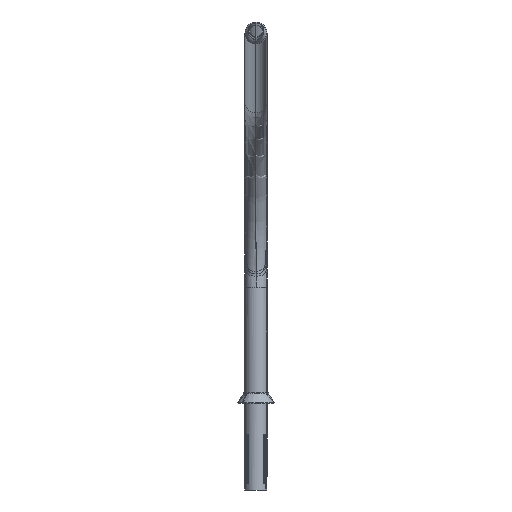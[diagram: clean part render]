
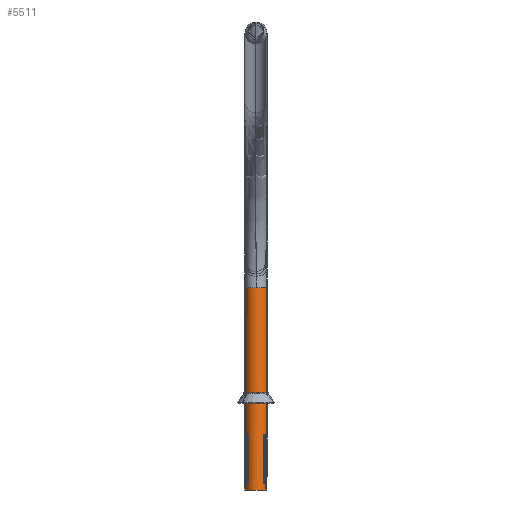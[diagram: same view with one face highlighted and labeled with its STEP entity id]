
A CAD part, left-side view. The second image highlights one B-rep face of the part: STEP entity #5511.
In plain terms, the highlighted cylindrical face has radius 44.45 mm (diameter 88.9 mm), a partial arc.
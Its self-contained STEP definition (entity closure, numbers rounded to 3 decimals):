
#69 = CARTESIAN_POINT ( 'NONE',  ( -2.675, -294.556, 44.371 ) ) ;
#144 = CARTESIAN_POINT ( 'NONE',  ( 0., -293.939, 44.45 ) ) ;
#366 = VERTEX_POINT ( 'NONE', #5373 ) ;
#457 = CARTESIAN_POINT ( 'NONE',  ( -5.12, -296.802, 44.154 ) ) ;
#482 = ORIENTED_EDGE ( 'NONE', *, *, #3979, .F. ) ;
#486 = CARTESIAN_POINT ( 'NONE',  ( -5.986, -299.201, 44.045 ) ) ;
#516 = CARTESIAN_POINT ( 'NONE',  ( -44.45, 462.868, 0. ) ) ;
#543 = CARTESIAN_POINT ( 'NONE',  ( -3.681, -295.188, 44.299 ) ) ;
#556 = ORIENTED_EDGE ( 'NONE', *, *, #1238, .F. ) ;
#603 = EDGE_CURVE ( 'NONE', #1850, #1878, #5034, .T. ) ;
#650 = DIRECTION ( 'NONE',  ( 0., 1., 0. ) ) ;
#661 = CARTESIAN_POINT ( 'NONE',  ( -6.026, -350., 44.04 ) ) ;
#694 = DIRECTION ( 'NONE',  ( 1., 0., 0. ) ) ;
#773 = CARTESIAN_POINT ( 'NONE',  ( -6.026, -300., 44.04 ) ) ;
#821 = CIRCLE ( 'NONE', #3956, 44.45 ) ;
#844 = CIRCLE ( 'NONE', #1566, 44.45 ) ;
#854 = CARTESIAN_POINT ( 'NONE',  ( 0., 0., -44.45 ) ) ;
#885 = CARTESIAN_POINT ( 'NONE',  ( -5.221, -296.971, 44.142 ) ) ;
#967 = CARTESIAN_POINT ( 'NONE',  ( -0.986, -294.017, 44.44 ) ) ;
#1068 = DIRECTION ( 'NONE',  ( -1., 0., 0. ) ) ;
#1085 = CARTESIAN_POINT ( 'NONE',  ( 0., -350., 0. ) ) ;
#1238 = EDGE_CURVE ( 'NONE', #1850, #366, #821, .T. ) ;
#1402 = CARTESIAN_POINT ( 'NONE',  ( 0., -293.939, 44.45 ) ) ;
#1566 = AXIS2_PLACEMENT_3D ( 'NONE', #1869, #3584, #3144 ) ;
#1730 = ORIENTED_EDGE ( 'NONE', *, *, #2965, .F. ) ;
#1753 = CARTESIAN_POINT ( 'NONE',  ( 0., 462.868, 44.45 ) ) ;
#1814 = CARTESIAN_POINT ( 'NONE',  ( -1.57, -294.135, 44.424 ) ) ;
#1850 = VERTEX_POINT ( 'NONE', #661 ) ;
#1869 = CARTESIAN_POINT ( 'NONE',  ( 0., 462.868, 0. ) ) ;
#1878 = VERTEX_POINT ( 'NONE', #773 ) ;
#1943 = DIRECTION ( 'NONE',  ( 0., 1., 0. ) ) ;
#2067 = DIRECTION ( 'NONE',  ( 0., 0., 1. ) ) ;
#2157 = CARTESIAN_POINT ( 'NONE',  ( -6.026, -300., 44.04 ) ) ;
#2181 = CARTESIAN_POINT ( 'NONE',  ( -3.985, -295.439, 44.272 ) ) ;
#2199 = VECTOR ( 'NONE', #1943, 1000. ) ;
#2208 = CIRCLE ( 'NONE', #2576, 44.45 ) ;
#2266 = CARTESIAN_POINT ( 'NONE',  ( -1.946, -294.251, 44.409 ) ) ;
#2387 = B_SPLINE_CURVE_WITH_KNOTS ( 'NONE', 3,
 ( #2157, #4673, #486, #2559, #5539, #3416, #4728, #885, #457, #5116, #3862, #2181, #543, #4390, #69, #2266, #1814, #967, #3525, #5230, #2689, #1402 ),
 .UNSPECIFIED., .F., .F.,
 ( 4, 2, 2, 2, 2, 2, 2, 2, 2, 2, 4 ),
 ( 0., 0.001, 0.002, 0.003, 0.004, 0.005, 0.006, 0.007, 0.008, 0.009, 0.01 ),
 .UNSPECIFIED. ) ;
#2457 = CARTESIAN_POINT ( 'NONE',  ( 0., 0., 44.45 ) ) ;
#2559 = CARTESIAN_POINT ( 'NONE',  ( -5.832, -298.427, 44.066 ) ) ;
#2576 = AXIS2_PLACEMENT_3D ( 'NONE', #3656, #650, #1068 ) ;
#2655 = VECTOR ( 'NONE', #3912, 1000. ) ;
#2689 = CARTESIAN_POINT ( 'NONE',  ( -0.197, -293.939, 44.45 ) ) ;
#2758 = CARTESIAN_POINT ( 'NONE',  ( 0., 462.868, -44.45 ) ) ;
#2935 = VERTEX_POINT ( 'NONE', #516 ) ;
#2965 = EDGE_CURVE ( 'NONE', #4387, #2935, #844, .T. ) ;
#3081 = ORIENTED_EDGE ( 'NONE', *, *, #603, .T. ) ;
#3144 = DIRECTION ( 'NONE',  ( -1., 0., 0. ) ) ;
#3219 = EDGE_CURVE ( 'NONE', #366, #4387, #4301, .T. ) ;
#3279 = CYLINDRICAL_SURFACE ( 'NONE', #4704, 44.45 ) ;
#3283 = EDGE_CURVE ( 'NONE', #3990, #3832, #4942, .T. ) ;
#3329 = CARTESIAN_POINT ( 'NONE',  ( 0., 0., 0. ) ) ;
#3333 = CARTESIAN_POINT ( 'NONE',  ( -6.026, 0., 44.04 ) ) ;
#3390 = DIRECTION ( 'NONE',  ( 0., 1., 0. ) ) ;
#3416 = CARTESIAN_POINT ( 'NONE',  ( -5.493, -297.502, 44.109 ) ) ;
#3525 = CARTESIAN_POINT ( 'NONE',  ( -0.788, -293.988, 44.443 ) ) ;
#3584 = DIRECTION ( 'NONE',  ( 0., 1., 0. ) ) ;
#3656 = CARTESIAN_POINT ( 'NONE',  ( 0., 462.868, 0. ) ) ;
#3832 = VERTEX_POINT ( 'NONE', #1753 ) ;
#3862 = CARTESIAN_POINT ( 'NONE',  ( -4.545, -296.004, 44.218 ) ) ;
#3912 = DIRECTION ( 'NONE',  ( 0., 1., 0. ) ) ;
#3956 = AXIS2_PLACEMENT_3D ( 'NONE', #1085, #4059, #694 ) ;
#3979 = EDGE_CURVE ( 'NONE', #2935, #3832, #2208, .T. ) ;
#3990 = VERTEX_POINT ( 'NONE', #144 ) ;
#4059 = DIRECTION ( 'NONE',  ( 0., -1., 0. ) ) ;
#4156 = DIRECTION ( 'NONE',  ( 0., 1., 0. ) ) ;
#4187 = FACE_OUTER_BOUND ( 'NONE', #5109, .T. ) ;
#4301 = LINE ( 'NONE', #854, #2655 ) ;
#4387 = VERTEX_POINT ( 'NONE', #2758 ) ;
#4390 = CARTESIAN_POINT ( 'NONE',  ( -3.028, -294.747, 44.348 ) ) ;
#4673 = CARTESIAN_POINT ( 'NONE',  ( -6.026, -299.601, 44.04 ) ) ;
#4704 = AXIS2_PLACEMENT_3D ( 'NONE', #3329, #4156, #2067 ) ;
#4728 = CARTESIAN_POINT ( 'NONE',  ( -5.408, -297.321, 44.12 ) ) ;
#4942 = LINE ( 'NONE', #2457, #2199 ) ;
#5034 = LINE ( 'NONE', #3333, #5557 ) ;
#5109 = EDGE_LOOP ( 'NONE', ( #5419, #556, #3081, #5331, #5353, #482, #1730 ) ) ;
#5116 = CARTESIAN_POINT ( 'NONE',  ( -4.794, -296.31, 44.191 ) ) ;
#5230 = CARTESIAN_POINT ( 'NONE',  ( -0.394, -293.949, 44.449 ) ) ;
#5315 = EDGE_CURVE ( 'NONE', #1878, #3990, #2387, .T. ) ;
#5331 = ORIENTED_EDGE ( 'NONE', *, *, #5315, .T. ) ;
#5353 = ORIENTED_EDGE ( 'NONE', *, *, #3283, .T. ) ;
#5373 = CARTESIAN_POINT ( 'NONE',  ( 0., -350., -44.45 ) ) ;
#5419 = ORIENTED_EDGE ( 'NONE', *, *, #3219, .F. ) ;
#5511 = ADVANCED_FACE ( 'NONE', ( #4187 ), #3279, .T. ) ;
#5539 = CARTESIAN_POINT ( 'NONE',  ( -5.718, -298.05, 44.081 ) ) ;
#5557 = VECTOR ( 'NONE', #3390, 1000. ) ;
